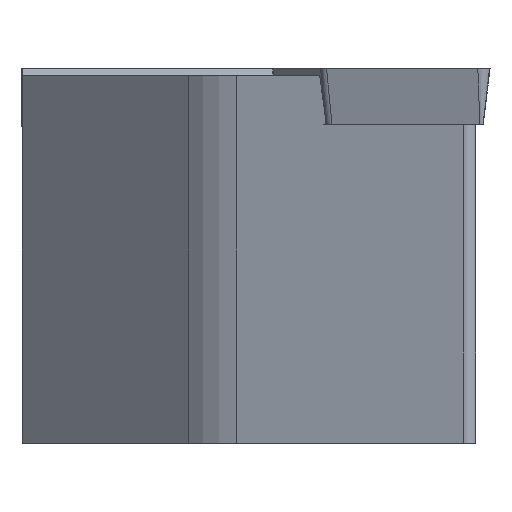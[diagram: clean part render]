
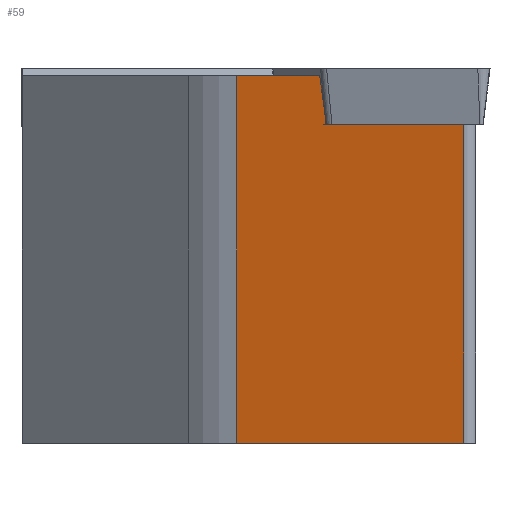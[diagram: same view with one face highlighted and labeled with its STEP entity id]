
A CAD part, left-side view. The second image highlights one B-rep face of the part: STEP entity #59.
In plain terms, the highlighted planar face has unit normal (-0.954, 0.301, 0).
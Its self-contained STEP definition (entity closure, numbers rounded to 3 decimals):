
#59=ADVANCED_FACE('',(#104),#84,.F.);
#84=PLANE('',#514);
#104=FACE_OUTER_BOUND('',#130,.T.);
#130=EDGE_LOOP('',(#183,#184,#185,#186,#187,#188));
#183=ORIENTED_EDGE('',*,*,#357,.F.);
#184=ORIENTED_EDGE('',*,*,#348,.F.);
#185=ORIENTED_EDGE('',*,*,#358,.F.);
#186=ORIENTED_EDGE('',*,*,#359,.F.);
#187=ORIENTED_EDGE('',*,*,#355,.T.);
#188=ORIENTED_EDGE('',*,*,#360,.F.);
#296=VERTEX_POINT('',#687);
#304=VERTEX_POINT('',#702);
#309=VERTEX_POINT('',#716);
#310=VERTEX_POINT('',#718);
#311=VERTEX_POINT('',#722);
#312=VERTEX_POINT('',#724);
#348=EDGE_CURVE('',#304,#296,#412,.T.);
#355=EDGE_CURVE('',#310,#309,#418,.T.);
#357=EDGE_CURVE('',#296,#311,#419,.T.);
#358=EDGE_CURVE('',#312,#304,#420,.T.);
#359=EDGE_CURVE('',#310,#312,#421,.T.);
#360=EDGE_CURVE('',#311,#309,#422,.T.);
#412=LINE('',#703,#462);
#418=LINE('',#717,#468);
#419=LINE('',#721,#469);
#420=LINE('',#723,#470);
#421=LINE('',#725,#471);
#422=LINE('',#726,#472);
#462=VECTOR('',#561,1.);
#468=VECTOR('',#573,1.);
#469=VECTOR('',#578,1.);
#470=VECTOR('',#579,1.);
#471=VECTOR('',#580,1.);
#472=VECTOR('',#581,1.);
#514=AXIS2_PLACEMENT_3D('',#727,#582,#583);
#561=DIRECTION('',(-0.301,-0.954,0.));
#573=DIRECTION('',(0.,0.,1.));
#578=DIRECTION('',(-0.045,-0.141,-0.989));
#579=DIRECTION('',(0.,0.,1.));
#580=DIRECTION('',(0.301,0.954,0.));
#581=DIRECTION('',(-0.301,-0.954,0.));
#582=DIRECTION('',(0.954,-0.301,0.));
#583=DIRECTION('',(0.301,0.954,0.));
#687=CARTESIAN_POINT('',(2.562,-12.718,-0.3));
#702=CARTESIAN_POINT('',(3.681,-9.167,-0.3));
#703=CARTESIAN_POINT('',(0.619,-18.879,-0.3));
#716=CARTESIAN_POINT('',(0.619,-18.879,-2.38));
#717=CARTESIAN_POINT('',(0.619,-18.879,-30.));
#718=CARTESIAN_POINT('',(0.619,-18.879,-16.));
#721=CARTESIAN_POINT('',(1.21,-17.006,-30.294));
#722=CARTESIAN_POINT('',(2.468,-13.016,-2.38));
#723=CARTESIAN_POINT('',(3.681,-9.167,-30.));
#724=CARTESIAN_POINT('',(3.681,-9.167,-16.));
#725=CARTESIAN_POINT('',(0.619,-18.879,-16.));
#726=CARTESIAN_POINT('',(0.619,-18.879,-2.38));
#727=CARTESIAN_POINT('',(0.619,-18.879,-30.));
